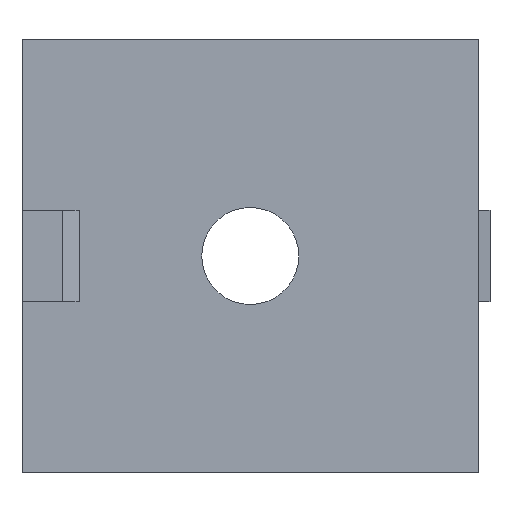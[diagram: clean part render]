
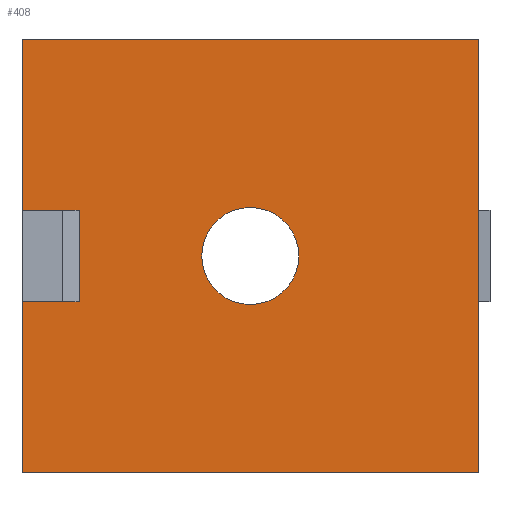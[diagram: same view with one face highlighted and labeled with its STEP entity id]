
A CAD part, left-side view. The second image highlights one B-rep face of the part: STEP entity #408.
In plain terms, the highlighted planar face has unit normal (-1, 0, 0).
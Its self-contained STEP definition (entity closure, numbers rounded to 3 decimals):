
#17=FACE_BOUND('',#75,.T.);
#29=CIRCLE('',#440,4.25);
#51=FACE_OUTER_BOUND('',#74,.T.);
#74=EDGE_LOOP('',(#347,#348,#349,#350,#351,#352,#353,#354));
#75=EDGE_LOOP('',(#355));
#108=LINE('',#624,#153);
#112=LINE('',#632,#157);
#117=LINE('',#643,#162);
#121=LINE('',#649,#166);
#122=LINE('',#652,#167);
#124=LINE('',#655,#169);
#125=LINE('',#657,#170);
#126=LINE('',#659,#171);
#153=VECTOR('',#507,15.);
#157=VECTOR('',#511,15.);
#162=VECTOR('',#520,8.);
#166=VECTOR('',#526,40.);
#167=VECTOR('',#529,40.);
#169=VECTOR('',#533,5.);
#170=VECTOR('',#536,5.);
#171=VECTOR('',#539,38.);
#198=VERTEX_POINT('',#621);
#199=VERTEX_POINT('',#623);
#202=VERTEX_POINT('',#629);
#203=VERTEX_POINT('',#631);
#206=VERTEX_POINT('',#641);
#207=VERTEX_POINT('',#642);
#208=VERTEX_POINT('',#647);
#209=VERTEX_POINT('',#651);
#210=VERTEX_POINT('',#660);
#244=EDGE_CURVE('',#198,#199,#108,.T.);
#248=EDGE_CURVE('',#203,#202,#112,.T.);
#253=EDGE_CURVE('',#206,#207,#117,.T.);
#257=EDGE_CURVE('',#208,#198,#121,.T.);
#258=EDGE_CURVE('',#209,#203,#122,.T.);
#260=EDGE_CURVE('',#206,#199,#124,.T.);
#261=EDGE_CURVE('',#202,#207,#125,.T.);
#262=EDGE_CURVE('',#208,#209,#126,.T.);
#263=EDGE_CURVE('',#210,#210,#29,.T.);
#347=ORIENTED_EDGE('',*,*,#260,.T.);
#348=ORIENTED_EDGE('',*,*,#244,.F.);
#349=ORIENTED_EDGE('',*,*,#257,.F.);
#350=ORIENTED_EDGE('',*,*,#262,.T.);
#351=ORIENTED_EDGE('',*,*,#258,.T.);
#352=ORIENTED_EDGE('',*,*,#248,.T.);
#353=ORIENTED_EDGE('',*,*,#261,.T.);
#354=ORIENTED_EDGE('',*,*,#253,.F.);
#355=ORIENTED_EDGE('',*,*,#263,.T.);
#389=PLANE('',#439);
#408=ADVANCED_FACE('',(#51,#17),#389,.T.);
#439=AXIS2_PLACEMENT_3D('',#658,#537,#538);
#440=AXIS2_PLACEMENT_3D('',#661,#540,#541);
#507=DIRECTION('',(0.,0.,1.));
#511=DIRECTION('',(0.,0.,-1.));
#520=DIRECTION('',(0.,0.,1.));
#526=DIRECTION('',(0.,1.,0.));
#529=DIRECTION('',(0.,1.,0.));
#533=DIRECTION('',(0.,1.,0.));
#536=DIRECTION('',(0.,-1.,0.));
#537=DIRECTION('center_axis',(-1.,0.,0.));
#538=DIRECTION('ref_axis',(0.,0.,1.));
#539=DIRECTION('',(0.,0.,1.));
#540=DIRECTION('center_axis',(1.,0.,0.));
#541=DIRECTION('ref_axis',(0.,1.,0.));
#621=CARTESIAN_POINT('',(0.,40.,-19.));
#623=CARTESIAN_POINT('',(0.,40.,-4.));
#624=CARTESIAN_POINT('',(0.,40.,-19.));
#629=CARTESIAN_POINT('',(0.,40.,4.));
#631=CARTESIAN_POINT('',(0.,40.,19.));
#632=CARTESIAN_POINT('',(0.,40.,19.));
#641=CARTESIAN_POINT('',(0.,35.,-4.));
#642=CARTESIAN_POINT('',(0.,35.,4.));
#643=CARTESIAN_POINT('',(0.,35.,-4.));
#647=CARTESIAN_POINT('',(0.,0.,-19.));
#649=CARTESIAN_POINT('',(0.,0.,-19.));
#651=CARTESIAN_POINT('',(0.,0.,19.));
#652=CARTESIAN_POINT('',(0.,0.,19.));
#655=CARTESIAN_POINT('',(0.,35.,-4.));
#657=CARTESIAN_POINT('',(0.,40.,4.));
#658=CARTESIAN_POINT('Origin',(0.,40.004,-19.004));
#659=CARTESIAN_POINT('',(0.,0.,-19.));
#660=CARTESIAN_POINT('',(0.,15.75,0.));
#661=CARTESIAN_POINT('Origin',(0.,20.,0.));
